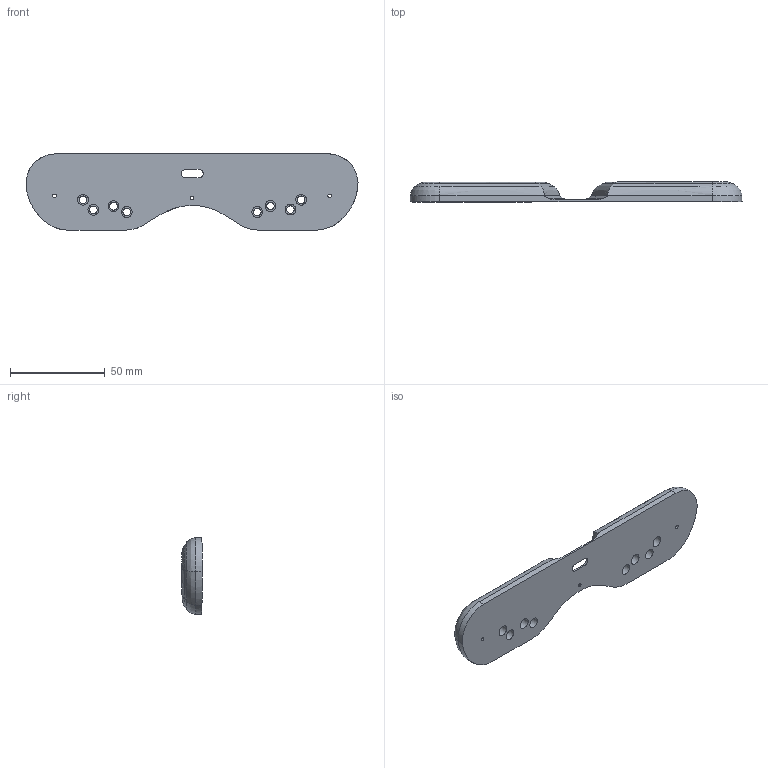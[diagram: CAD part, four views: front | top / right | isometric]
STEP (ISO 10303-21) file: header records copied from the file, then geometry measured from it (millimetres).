
FILE_DESCRIPTION(/* description */ ('STEP AP242','CAx-IF Rec.Pracs.---Representation and Presentation of Product Manufacturing Information (PMI)---4.0---2014-10-13','CAx-IF Rec.Pracs.---3D Tessellated Geometry---0.4---2014-09-14','2;1'),/* implementation_level */ '2;1');
FILE_NAME(/* name */ '65d197cec6b9344a8c9a03ec',/* time_stamp */ '2024-02-18T05:38:22Z',/* author */ (''),/* organization */ (''),/* preprocessor_version */ 'ST-DEVELOPER v19.4',/* originating_system */ ' ',/* authorisation */ ' ');
FILE_SCHEMA (('AP242_MANAGED_MODEL_BASED_3D_ENGINEERING_MIM_LF { 1 0 10303 442 1 1 4 }'));
Length unit declared in the file: metre
Products named in the file (1): faceplate
Bounding box: 175.34 x 10.57 x 40.3 mm (x, y, z)
Volume: 51340.6 mm3; surface area: 16396 mm2
Topology: 1 solids, 1 shells, 114 faces, 276 edges, 172 vertices
Faces by surface type: bspline 42, plane 33, cylinder 31, cone 8
Full cylindrical faces by diameter (mm): 1.9 x3, 3.7 x2, 3.951 x1, 3.955 x1, 4.01 x5, 4.103 x1, 5.7 x8
Entity records: 5288 total; most frequent: CARTESIAN_POINT 3051, ORIENTED_EDGE 494, DIRECTION 315, EDGE_CURVE 247, EDGE_LOOP 167, FACE_BOUND 167, VERTEX_POINT 164, B_SPLINE_CURVE_WITH_KNOTS 138
